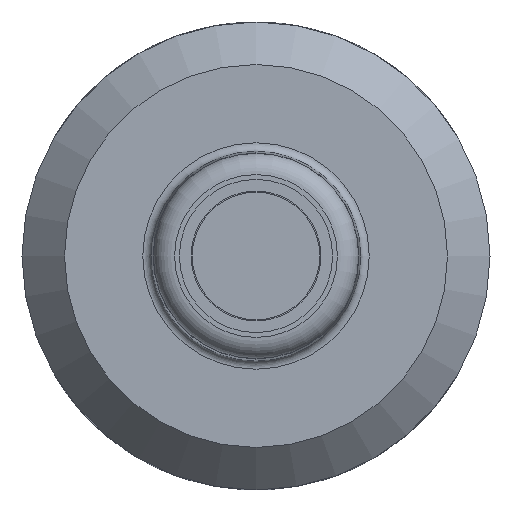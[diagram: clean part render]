
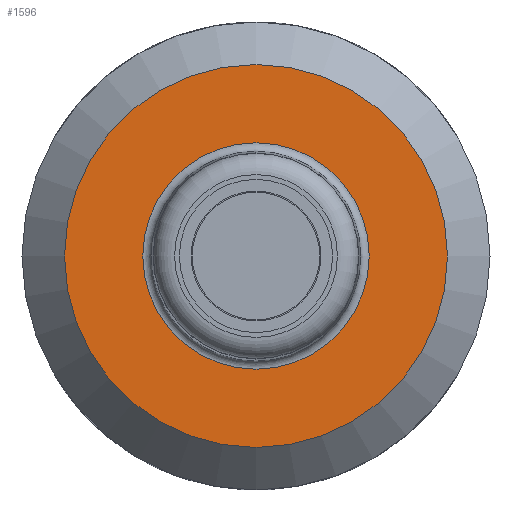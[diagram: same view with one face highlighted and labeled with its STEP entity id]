
A CAD part, left-side view. The second image highlights one B-rep face of the part: STEP entity #1596.
In plain terms, the highlighted planar face has unit normal (-1, 0, 0).
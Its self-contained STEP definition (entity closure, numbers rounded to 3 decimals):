
#1596 = ADVANCED_FACE( '', ( #3231, #3232 ), #3233, .F. );
#3231 = FACE_BOUND( '', #6254, .T. );
#3232 = FACE_OUTER_BOUND( '', #6255, .T. );
#3233 = PLANE( '', #6256 );
#6254 = EDGE_LOOP( '', ( #10593 ) );
#6255 = EDGE_LOOP( '', ( #10594 ) );
#6256 = AXIS2_PLACEMENT_3D( '', #10595, #10596, #10597 );
#10593 = ORIENTED_EDGE( '', *, *, #13456, .T. );
#10594 = ORIENTED_EDGE( '', *, *, #12676, .T. );
#10595 = CARTESIAN_POINT( '', ( -40., 0., 11. ) );
#10596 = DIRECTION( '', ( 1., 0., 0. ) );
#10597 = DIRECTION( '', ( 0., 0., -1. ) );
#12676 = EDGE_CURVE( '', #15427, #15427, #15428, .F. );
#13456 = EDGE_CURVE( '', #16482, #16482, #16483, .T. );
#15427 = VERTEX_POINT( '', #19939 );
#15428 = CIRCLE( '', #19940, 9. );
#16482 = VERTEX_POINT( '', #21969 );
#16483 = CIRCLE( '', #21970, 5.324 );
#19939 = CARTESIAN_POINT( '', ( -40., 0., -9. ) );
#19940 = AXIS2_PLACEMENT_3D( '', #23185, #23186, #23187 );
#21969 = CARTESIAN_POINT( '', ( -40., 0., -5.324 ) );
#21970 = AXIS2_PLACEMENT_3D( '', #23788, #23789, #23790 );
#23185 = CARTESIAN_POINT( '', ( -40., 0., 0. ) );
#23186 = DIRECTION( '', ( 1., 0., 0. ) );
#23187 = DIRECTION( '', ( 0., 0., -1. ) );
#23788 = CARTESIAN_POINT( '', ( -40., 0., 0. ) );
#23789 = DIRECTION( '', ( 1., 0., 0. ) );
#23790 = DIRECTION( '', ( 0., 0., -1. ) );
